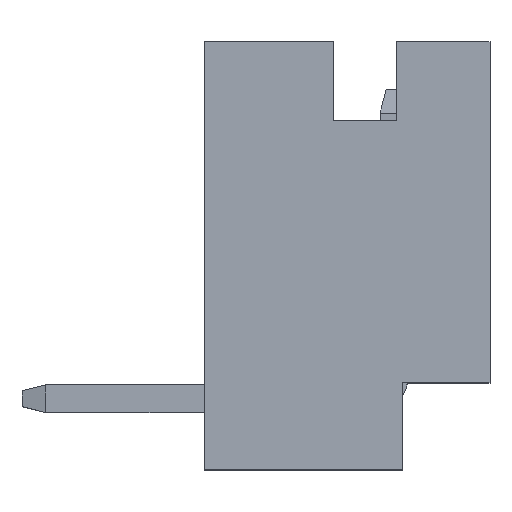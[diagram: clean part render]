
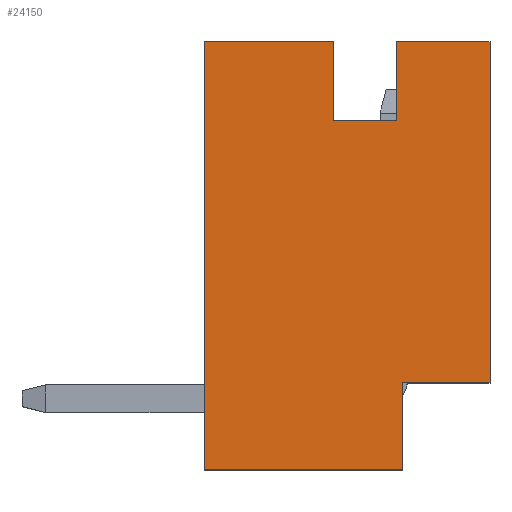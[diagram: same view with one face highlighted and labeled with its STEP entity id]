
A CAD part, top view. The second image highlights one B-rep face of the part: STEP entity #24150.
In plain terms, the highlighted planar face has unit normal (0, 0, 1).
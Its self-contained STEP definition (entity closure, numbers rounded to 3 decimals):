
#7780=CARTESIAN_POINT('',(0.008,2.77,0.2
));
#7790=VERTEX_POINT('',#7780);
#7820=CARTESIAN_POINT('',(0.008,0.,
0.2));
#7830=DIRECTION('',(0.,1.,0.));
#7840=VECTOR('',#7830,1.);
#7850=LINE('',#7820,#7840);
#7860=CARTESIAN_POINT('',(0.008,1.77,0.2
));
#7870=VERTEX_POINT('',#7860);
#7880=EDGE_CURVE('',#7870,#7790,#7850,.T.);
#9760=CARTESIAN_POINT('',(0.083,-1.53,0.2
));
#9770=VERTEX_POINT('',#9760);
#9800=CARTESIAN_POINT('',(0.,-1.53,
0.2));
#9810=DIRECTION('',(1.,0.,0.));
#9820=VECTOR('',#9810,1.);
#9830=LINE('',#9800,#9820);
#9840=CARTESIAN_POINT('',(1.183,-1.53,0.2));
#9850=VERTEX_POINT('',#9840);
#9860=EDGE_CURVE('',#9770,#9850,#9830,.T.);
#12920=CARTESIAN_POINT('',(-0.792,2.77,0.2
));
#12930=VERTEX_POINT('',#12920);
#12960=CARTESIAN_POINT('',(0.,2.77,
0.2));
#12970=DIRECTION('',(1.,0.,0.));
#12980=VECTOR('',#12970,1.);
#12990=LINE('',#12960,#12980);
#13000=CARTESIAN_POINT('',(-2.417,2.77,0.2));
#13010=VERTEX_POINT('',#13000);
#13020=EDGE_CURVE('',#13010,#12930,#12990,.T.);
#18890=CARTESIAN_POINT('',(-2.417,0.,
0.2));
#18900=DIRECTION('',(0.,-1.,0.));
#18910=VECTOR('',#18900,1.);
#18920=LINE('',#18890,#18910);
#18930=CARTESIAN_POINT('',(-2.417,-2.63,0.2));
#18940=VERTEX_POINT('',#18930);
#18950=EDGE_CURVE('',#13010,#18940,#18920,.T.);
#19130=CARTESIAN_POINT('',(1.183,0.,
0.2));
#19140=DIRECTION('',(0.,1.,0.));
#19150=VECTOR('',#19140,1.);
#19160=LINE('',#19130,#19150);
#19170=CARTESIAN_POINT('',(1.183,2.77,0.2));
#19180=VERTEX_POINT('',#19170);
#19190=EDGE_CURVE('',#9850,#19180,#19160,.T.);
#19410=CARTESIAN_POINT('',(-0.792,1.77,0.2
));
#19420=VERTEX_POINT('',#19410);
#19450=CARTESIAN_POINT('',(-0.792,2.77,0.2
));
#19460=DIRECTION('',(0.,-1.,0.));
#19470=VECTOR('',#19460,1.);
#19480=LINE('',#19450,#19470);
#19490=EDGE_CURVE('',#12930,#19420,#19480,.T.);
#21880=CARTESIAN_POINT('',(0.,1.77,
0.2));
#21890=DIRECTION('',(1.,0.,0.));
#21900=VECTOR('',#21890,1.);
#21910=LINE('',#21880,#21900);
#21920=EDGE_CURVE('',#19420,#7870,#21910,.T.);
#23590=CARTESIAN_POINT('',(0.083,-2.63,
0.2));
#23600=VERTEX_POINT('',#23590);
#23630=CARTESIAN_POINT('',(0.083,-2.43,
0.2));
#23640=DIRECTION('',(0.,-1.,0.));
#23650=VECTOR('',#23640,1.);
#23660=LINE('',#23630,#23650);
#23670=EDGE_CURVE('',#9770,#23600,#23660,.T.);
#23810=CARTESIAN_POINT('',(0.108,2.77,0.2)
);
#23820=DIRECTION('',(-1.,0.,0.));
#23830=VECTOR('',#23820,1.);
#23840=LINE('',#23810,#23830);
#23850=EDGE_CURVE('',#19180,#7790,#23840,.T.);
#23930=CARTESIAN_POINT('',(-0.318,-2.272,
0.2));
#23940=DIRECTION('',(0.,0.,1.));
#23950=DIRECTION('',(1.,0.,0.));
#23960=AXIS2_PLACEMENT_3D('',#23930,#23940,#23950);
#23970=PLANE('',#23960);
#23980=ORIENTED_EDGE('',*,*,#18950,.T.);
#23990=ORIENTED_EDGE('',*,*,#13020,.F.);
#24000=ORIENTED_EDGE('',*,*,#19490,.F.);
#24010=ORIENTED_EDGE('',*,*,#21920,.F.);
#24020=ORIENTED_EDGE('',*,*,#7880,.F.);
#24030=ORIENTED_EDGE('',*,*,#23850,.T.);
#24040=ORIENTED_EDGE('',*,*,#19190,.T.);
#24050=ORIENTED_EDGE('',*,*,#9860,.T.);
#24060=ORIENTED_EDGE('',*,*,#23670,.F.);
#24070=CARTESIAN_POINT('',(0.,-2.63,
0.2));
#24080=DIRECTION('',(1.,0.,0.));
#24090=VECTOR('',#24080,1.);
#24100=LINE('',#24070,#24090);
#24110=EDGE_CURVE('',#18940,#23600,#24100,.T.);
#24120=ORIENTED_EDGE('',*,*,#24110,.T.);
#24130=EDGE_LOOP('',(#24120,#24060,#24050,#24040,#24030,#24020,#24010,
#24000,#23990,#23980));
#24140=FACE_OUTER_BOUND('',#24130,.T.);
#24150=ADVANCED_FACE('',(#24140),#23970,.T.);
